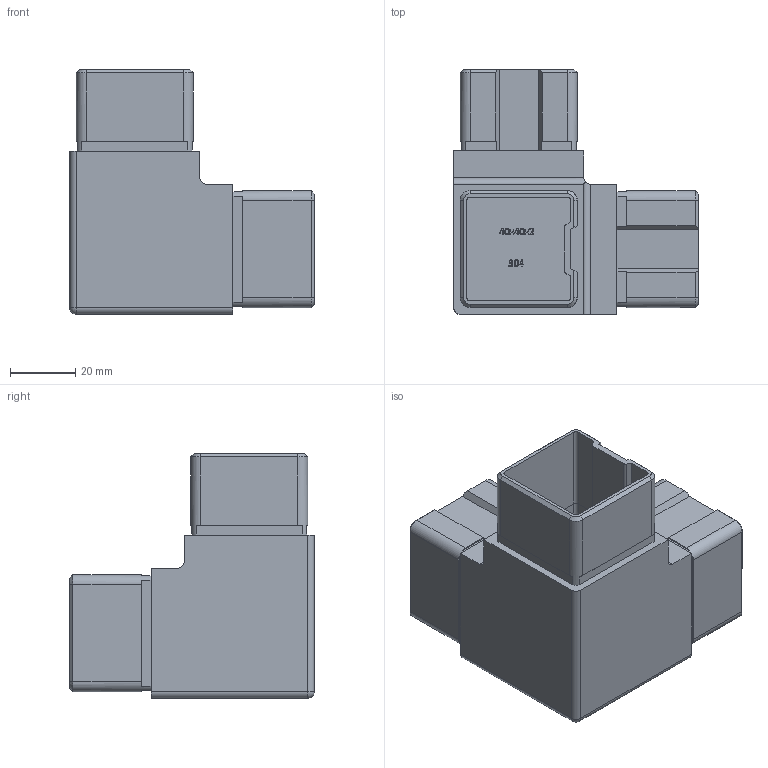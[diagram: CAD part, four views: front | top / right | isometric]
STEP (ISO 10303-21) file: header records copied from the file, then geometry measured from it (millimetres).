
FILE_DESCRIPTION (( 'STEP AP214' ), '1' );
FILE_NAME ('A_4304-040.STEP', '2021-03-12T12:56:49', ( '' ), ( '' ), 'SwSTEP 2.0', 'SolidWorks 2019', '' );
FILE_SCHEMA (( 'AUTOMOTIVE_DESIGN' ));
Length unit declared in the file: millimetre
Products named in the file (1): A_4304-040
Bounding box: 75.2 x 75.2 x 75.2 mm (x, y, z)
Volume: 40078.7 mm3; surface area: 41200.6 mm2
Topology: 1 solids, 1 shells, 364 faces, 988 edges, 642 vertices
Faces by surface type: plane 192, bspline 103, cylinder 53, cone 12, sphere 4
Entity records: 19589 total; most frequent: CARTESIAN_POINT 11082, ORIENTED_EDGE 1966, DIRECTION 1399, EDGE_CURVE 983, VERTEX_POINT 642, LINE 623, VECTOR 623, EDGE_LOOP 389
